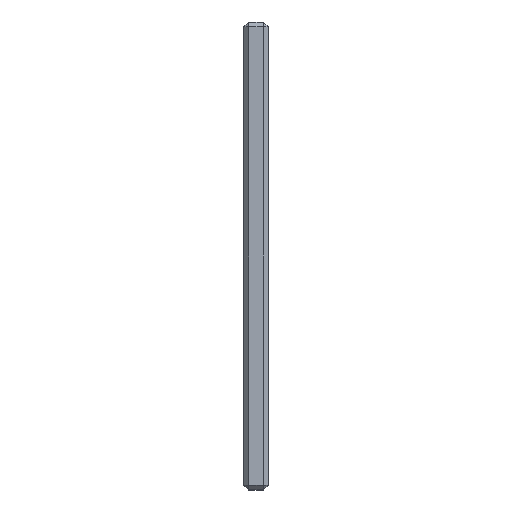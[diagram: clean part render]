
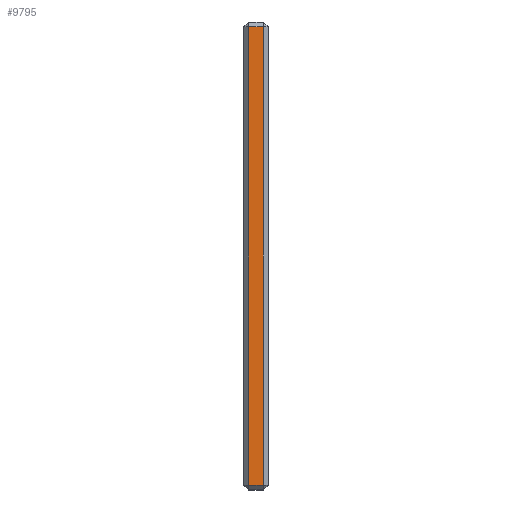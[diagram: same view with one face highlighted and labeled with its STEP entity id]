
A CAD part, left-side view. The second image highlights one B-rep face of the part: STEP entity #9795.
In plain terms, the highlighted planar face has unit normal (-1, 0, 0).
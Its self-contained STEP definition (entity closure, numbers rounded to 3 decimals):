
#1410=DIRECTION('',(0.,0.,-1.));
#1411=VECTOR('',#1410,91.8);
#1412=CARTESIAN_POINT('',(-272.,-302.,94.6));
#1413=LINE('',#1412,#1411);
#2311=DIRECTION('',(0.,1.,0.));
#2312=VECTOR('',#2311,3.);
#2313=CARTESIAN_POINT('',(-272.,-302.,2.8));
#2314=LINE('',#2313,#2312);
#2325=DIRECTION('',(0.,0.,1.));
#2326=VECTOR('',#2325,91.8);
#2327=CARTESIAN_POINT('',(-272.,-299.,2.8));
#2328=LINE('',#2327,#2326);
#2374=DIRECTION('',(0.,-1.,0.));
#2375=VECTOR('',#2374,3.);
#2376=CARTESIAN_POINT('',(-272.,-299.,94.6));
#2377=LINE('',#2376,#2375);
#7536=CARTESIAN_POINT('',(-272.,-302.,2.8));
#7537=CARTESIAN_POINT('',(-272.,-299.,2.8));
#7538=VERTEX_POINT('',#7536);
#7539=VERTEX_POINT('',#7537);
#7540=CARTESIAN_POINT('',(-272.,-302.,94.6));
#7541=VERTEX_POINT('',#7540);
#7542=CARTESIAN_POINT('',(-272.,-299.,94.6));
#7543=VERTEX_POINT('',#7542);
#9782=CARTESIAN_POINT('',(-272.,0.,314.7));
#9783=DIRECTION('',(-1.,0.,0.));
#9784=DIRECTION('',(0.,0.,1.));
#9785=AXIS2_PLACEMENT_3D('',#9782,#9783,#9784);
#9786=PLANE('',#9785);
#9787=ORIENTED_EDGE('',*,*,#9768,.T.);
#9789=ORIENTED_EDGE('',*,*,#9788,.T.);
#9791=ORIENTED_EDGE('',*,*,#9790,.T.);
#9792=ORIENTED_EDGE('',*,*,#8958,.T.);
#9793=EDGE_LOOP('',(#9787,#9789,#9791,#9792));
#9794=FACE_OUTER_BOUND('',#9793,.F.);
#8958=EDGE_CURVE('',#7541,#7538,#1413,.T.);
#9768=EDGE_CURVE('',#7538,#7539,#2314,.T.);
#9788=EDGE_CURVE('',#7539,#7543,#2328,.T.);
#9790=EDGE_CURVE('',#7543,#7541,#2377,.T.);
#9795=ADVANCED_FACE('',(#9794),#9786,.T.);
